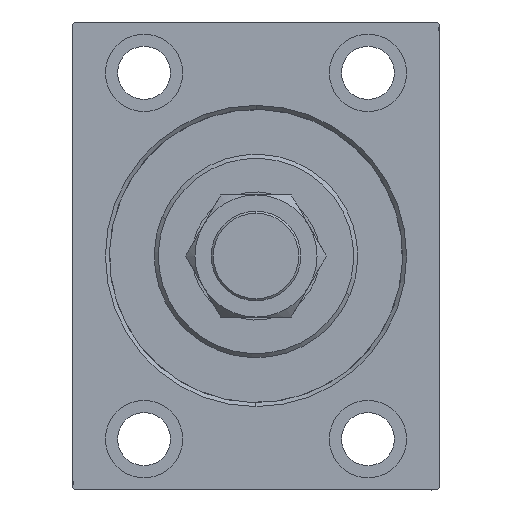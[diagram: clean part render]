
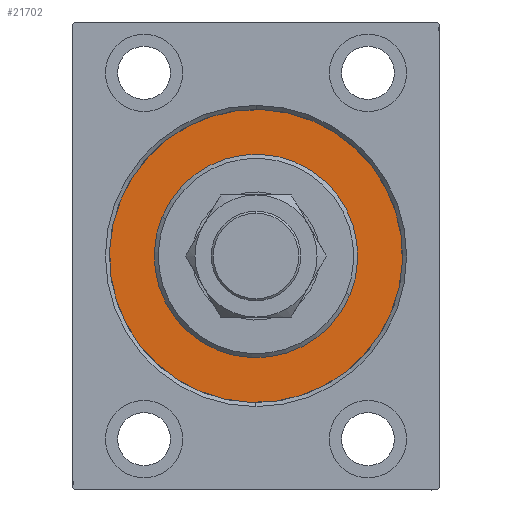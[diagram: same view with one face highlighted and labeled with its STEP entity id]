
A CAD part, left-side view. The second image highlights one B-rep face of the part: STEP entity #21702.
In plain terms, the highlighted face is planar.
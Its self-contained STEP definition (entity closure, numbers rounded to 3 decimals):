
#151 = EDGE_CURVE ( 'NONE', #32759, #42729, #37390, .T. ) ;
#2007 = DIRECTION ( 'NONE',  ( -1., 0., 0. ) ) ;
#2408 = AXIS2_PLACEMENT_3D ( 'NONE', #30987, #37899, #31220 ) ;
#3325 = PLANE ( 'NONE',  #2408 ) ;
#3422 = CARTESIAN_POINT ( 'NONE',  ( 0., 0., 0. ) ) ;
#5400 = ORIENTED_EDGE ( 'NONE', *, *, #151, .F. ) ;
#10382 = CARTESIAN_POINT ( 'NONE',  ( 0., 0., 0. ) ) ;
#12588 = CARTESIAN_POINT ( 'NONE',  ( 0., 0., 0. ) ) ;
#13326 = DIRECTION ( 'NONE',  ( 0., 0., -1. ) ) ;
#13680 = CARTESIAN_POINT ( 'NONE',  ( 0., 0., 25. ) ) ;
#15157 = DIRECTION ( 'NONE',  ( 0., 0., 1. ) ) ;
#15704 = ORIENTED_EDGE ( 'NONE', *, *, #18325, .F. ) ;
#16932 = FACE_BOUND ( 'NONE', #24971, .T. ) ;
#18325 = EDGE_CURVE ( 'NONE', #34051, #36599, #30378, .T. ) ;
#18660 = CARTESIAN_POINT ( 'NONE',  ( 0., 0., -36. ) ) ;
#19431 = CIRCLE ( 'NONE', #41497, 25. ) ;
#20422 = EDGE_CURVE ( 'NONE', #36599, #34051, #19431, .T. ) ;
#21702 = ADVANCED_FACE ( 'NONE', ( #16932, #44827 ), #3325, .F. ) ;
#22646 = AXIS2_PLACEMENT_3D ( 'NONE', #12588, #2007, #15157 ) ;
#24756 = CARTESIAN_POINT ( 'NONE',  ( 0., 0., 0. ) ) ;
#24971 = EDGE_LOOP ( 'NONE', ( #15704, #36994 ) ) ;
#25071 = CIRCLE ( 'NONE', #32457, 36. ) ;
#25099 = EDGE_LOOP ( 'NONE', ( #38999, #5400 ) ) ;
#25439 = DIRECTION ( 'NONE',  ( 0., 0., 1. ) ) ;
#30378 = CIRCLE ( 'NONE', #36279, 25. ) ;
#30987 = CARTESIAN_POINT ( 'NONE',  ( 0., 0., 0. ) ) ;
#31220 = DIRECTION ( 'NONE',  ( 0., 0., 1. ) ) ;
#31538 = DIRECTION ( 'NONE',  ( 1., 0., 0. ) ) ;
#32457 = AXIS2_PLACEMENT_3D ( 'NONE', #24756, #42985, #25439 ) ;
#32759 = VERTEX_POINT ( 'NONE', #33810 ) ;
#33810 = CARTESIAN_POINT ( 'NONE',  ( 0., 0., 36. ) ) ;
#34051 = VERTEX_POINT ( 'NONE', #13680 ) ;
#36279 = AXIS2_PLACEMENT_3D ( 'NONE', #10382, #42666, #42431 ) ;
#36599 = VERTEX_POINT ( 'NONE', #39016 ) ;
#36994 = ORIENTED_EDGE ( 'NONE', *, *, #20422, .F. ) ;
#37390 = CIRCLE ( 'NONE', #22646, 36. ) ;
#37899 = DIRECTION ( 'NONE',  ( -1., 0., 0. ) ) ;
#38999 = ORIENTED_EDGE ( 'NONE', *, *, #44156, .F. ) ;
#39016 = CARTESIAN_POINT ( 'NONE',  ( 0., 0., -25. ) ) ;
#41497 = AXIS2_PLACEMENT_3D ( 'NONE', #3422, #31538, #13326 ) ;
#42431 = DIRECTION ( 'NONE',  ( 0., 0., -1. ) ) ;
#42666 = DIRECTION ( 'NONE',  ( 1., 0., 0. ) ) ;
#42729 = VERTEX_POINT ( 'NONE', #18660 ) ;
#42985 = DIRECTION ( 'NONE',  ( -1., 0., 0. ) ) ;
#44156 = EDGE_CURVE ( 'NONE', #42729, #32759, #25071, .T. ) ;
#44827 = FACE_OUTER_BOUND ( 'NONE', #25099, .T. ) ;
